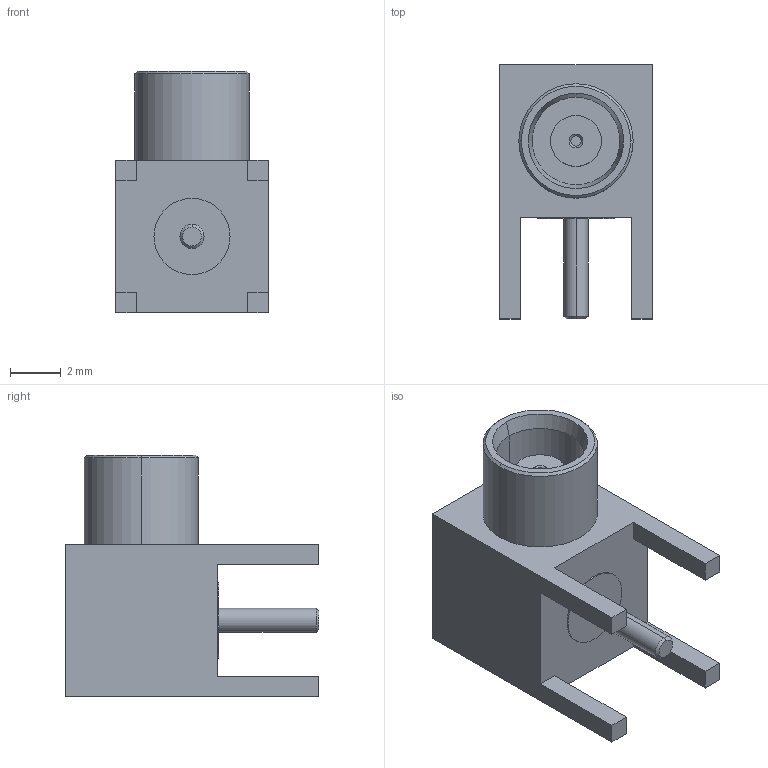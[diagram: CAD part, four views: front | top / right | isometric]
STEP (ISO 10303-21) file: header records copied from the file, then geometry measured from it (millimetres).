
FILE_DESCRIPTION((''),'2;1');
FILE_NAME('C-1-1337586-0','2015-11-12T',('workeradm'),('Tyco Electronics Ltd.'),'CREO PARAMETRIC BY PTC INC, 2015200','CREO PARAMETRIC BY PTC INC, 2015200','');
FILE_SCHEMA(('AUTOMOTIVE_DESIGN { 1 0 10303 214 1 1 1 1 }'));
Length unit declared in the file: millimetre
Products named in the file (1): C-1-1337586-0
Bounding box: 6 x 10 x 9.5 mm (x, y, z)
Volume: 253.4 mm3; surface area: 393.1 mm2
Topology: 1 solids, 1 shells, 44 faces, 100 edges, 64 vertices
Faces by surface type: plane 24, cylinder 12, cone 8
Entity records: 1276 total; most frequent: DIRECTION 220, CARTESIAN_POINT 210, ORIENTED_EDGE 200, EDGE_CURVE 100, AXIS2_PLACEMENT_3D 76, VECTOR 68, LINE 68, VERTEX_POINT 64
